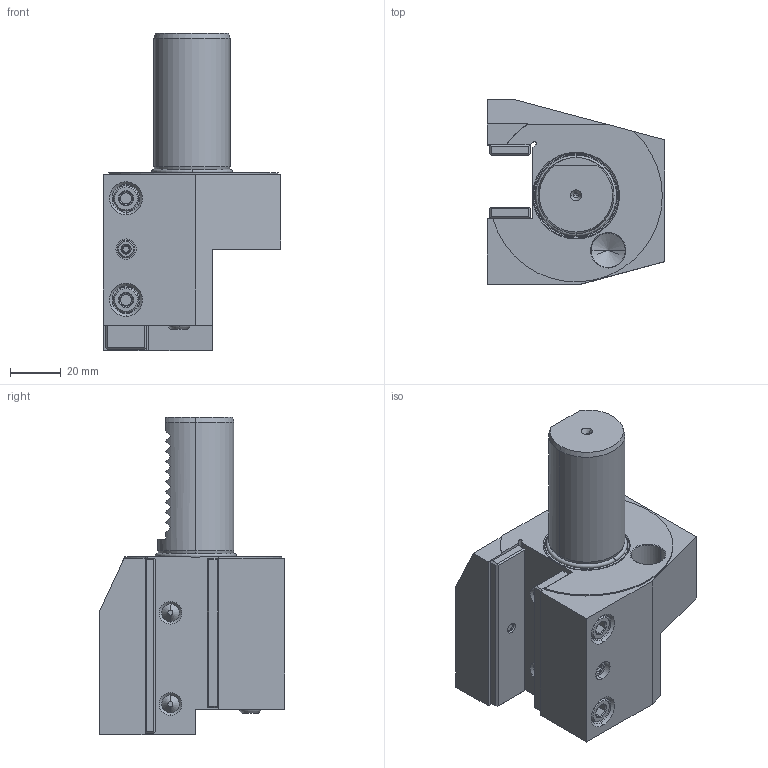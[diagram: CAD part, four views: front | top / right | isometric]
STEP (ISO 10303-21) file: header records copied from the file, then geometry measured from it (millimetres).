
FILE_DESCRIPTION((''),'2;1');
FILE_NAME('309_43_20','2020-11-09T',('101107'),(''),'CREO PARAMETRIC BY PTC INC, 2016260','CREO PARAMETRIC BY PTC INC, 2016260','');
FILE_SCHEMA(('CONFIG_CONTROL_DESIGN'));
Length unit declared in the file: millimetre
Products named in the file (1): 309_43_20
Bounding box: 70 x 73 x 125 mm (x, y, z)
Volume: 237478.2 mm3; surface area: 41044.5 mm2
Topology: 1 solids, 7 shells, 430 faces, 1011 edges, 609 vertices
Faces by surface type: plane 168, cone 158, cylinder 83, torus 6, sphere 6, revolution 5, bspline 4
Entity records: 14167 total; most frequent: CARTESIAN_POINT 4426, DIRECTION 2024, ORIENTED_EDGE 1994, EDGE_CURVE 997, AXIS2_PLACEMENT_3D 771, VERTEX_POINT 609, VECTOR 477, LINE 477
